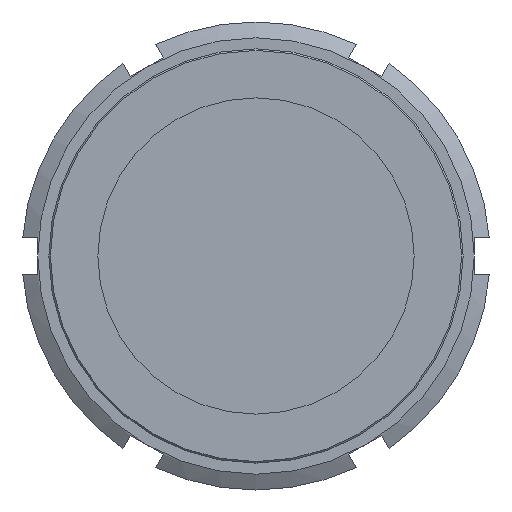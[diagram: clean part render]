
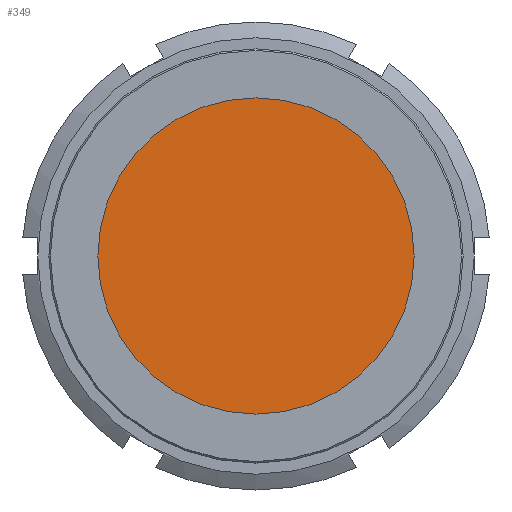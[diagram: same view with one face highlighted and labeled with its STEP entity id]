
A CAD part, left-side view. The second image highlights one B-rep face of the part: STEP entity #349.
In plain terms, the highlighted planar face has unit normal (-1, 0, 0).
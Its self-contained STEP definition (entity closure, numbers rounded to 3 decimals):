
#320=CARTESIAN_POINT('',(-60.5,50.,0.));
#321=VERTEX_POINT('',#320);
#322=CARTESIAN_POINT('',(-60.5,0.,0.));
#323=DIRECTION('',(-1.0,0.0,0.0));
#324=DIRECTION('',(0.0,1.0,0.0));
#325=AXIS2_PLACEMENT_3D('',#322,#323,#324);
#326=CIRCLE('',#325,50.0);
#327=EDGE_CURVE('',#321,#321,#326,.T.);
#341=CARTESIAN_POINT('',(-60.5,29.5,0.0));
#342=DIRECTION('',(-1.0,0.0,0.0));
#343=DIRECTION('',(0.0,0.0,1.0));
#344=AXIS2_PLACEMENT_3D('',#341,#342,#343);
#345=PLANE('',#344);
#346=ORIENTED_EDGE('',*,*,#327,.T.);
#347=EDGE_LOOP('',(#346));
#348=FACE_OUTER_BOUND('',#347,.T.);
#349=ADVANCED_FACE('',(#348),#345,.T.);
